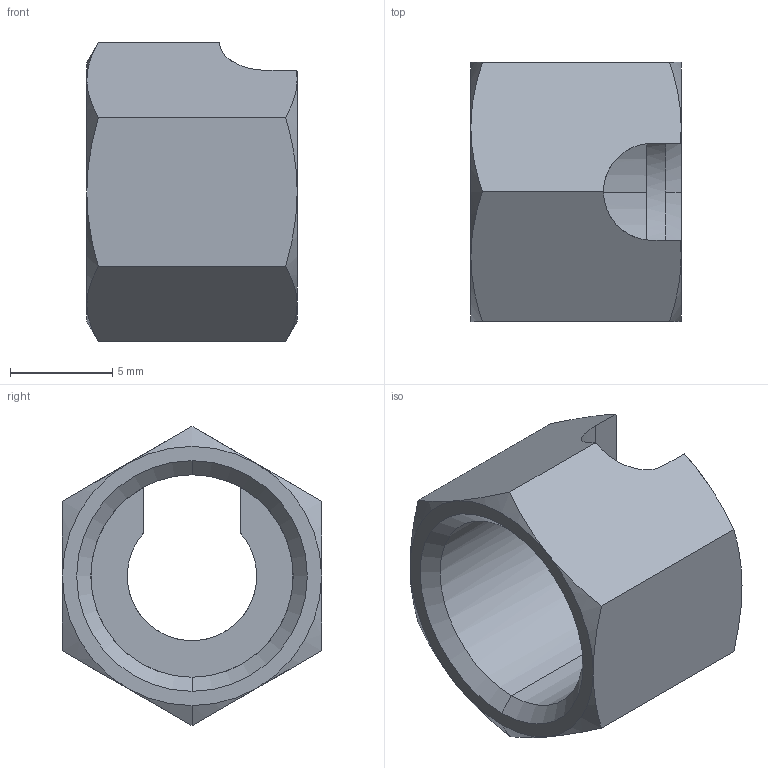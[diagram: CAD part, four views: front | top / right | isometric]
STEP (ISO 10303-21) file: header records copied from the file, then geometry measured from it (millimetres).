
FILE_DESCRIPTION (( 'STEP AP214' ), '1' );
FILE_NAME ('AJ-NUT.step', '2018-10-25T17:33:23', ( '' ), ( '' ), 'SwSTEP 2.0', 'SolidWorks 2018', '' );
FILE_SCHEMA (( 'AUTOMOTIVE_DESIGN' ));
Length unit declared in the file: inch
Products named in the file (1): AJ-NUT
Bounding box: 10.31 x 12.7 x 14.66 mm (x, y, z)
Volume: 657.9 mm3; surface area: 905.2 mm2
Topology: 1 solids, 1 shells, 34 faces, 82 edges, 49 vertices
Faces by surface type: cone 18, plane 11, cylinder 5
Entity records: 1161 total; most frequent: CARTESIAN_POINT 352, ORIENTED_EDGE 164, DIRECTION 143, EDGE_CURVE 82, AXIS2_PLACEMENT_3D 60, VERTEX_POINT 49, EDGE_LOOP 35, ADVANCED_FACE 34
